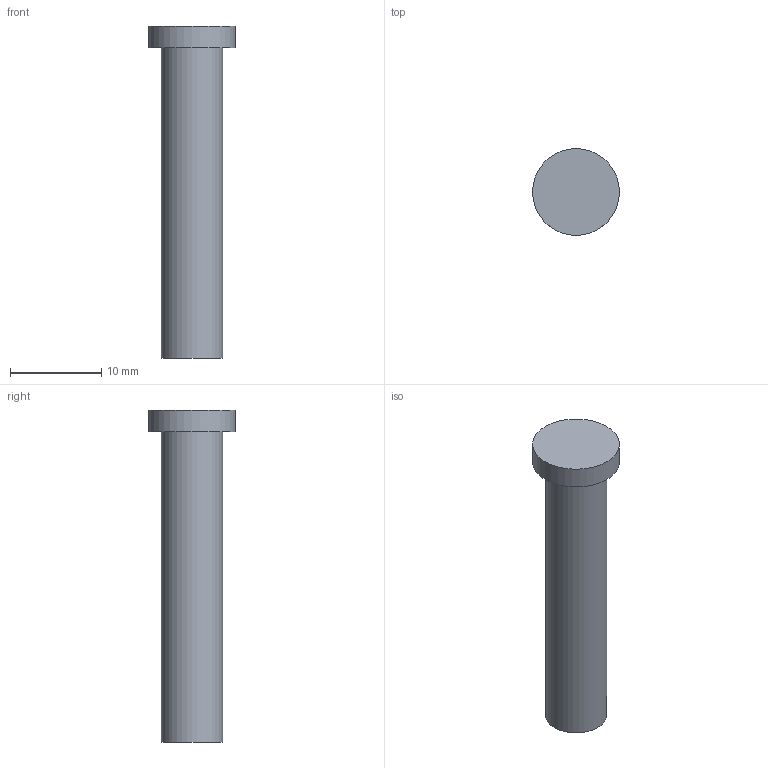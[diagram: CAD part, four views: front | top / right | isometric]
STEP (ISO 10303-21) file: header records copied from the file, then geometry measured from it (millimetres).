
FILE_DESCRIPTION(/* description */ (''),/* implementation_level */ '2;1');
FILE_NAME(/* name */ 'efc1ad08-eab1-4f09-8773-4b14255c160b.stp',/* time_stamp */ '2022-03-10T07:46:07+00:00',/* author */ (''),/* organization */ (''),/* preprocessor_version */ 'ST-DEVELOPER v18.1',/* originating_system */ 'Autodesk Translation Framework v10.14.0.1471',/* authorisation */ '');
FILE_SCHEMA (('AUTOMOTIVE_DESIGN { 1 0 10303 214 3 1 1 }'));
Length unit declared in the file: millimetre
Products named in the file (1): Finger_Lock_Pin_Desk
Bounding box: 9.49 x 9.49 x 36.3 mm (x, y, z)
Volume: 1266.9 mm3; surface area: 1009.4 mm2
Topology: 1 solids, 1 shells, 7 faces, 9 edges, 6 vertices
Faces by surface type: plane 4, cylinder 3
Full cylindrical faces by diameter (mm): 4.849 x1, 6.705 x1, 9.495 x1
Entity records: 182 total; most frequent: DIRECTION 31, CARTESIAN_POINT 23, ORIENTED_EDGE 18, AXIS2_PLACEMENT_3D 14, EDGE_LOOP 9, EDGE_CURVE 9, FACE_OUTER_BOUND 7, ADVANCED_FACE 7
